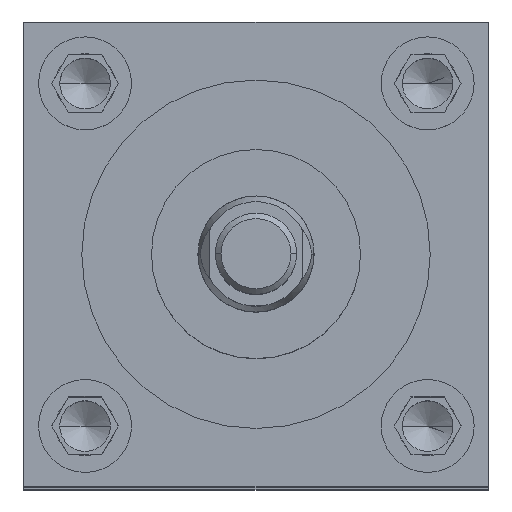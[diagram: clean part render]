
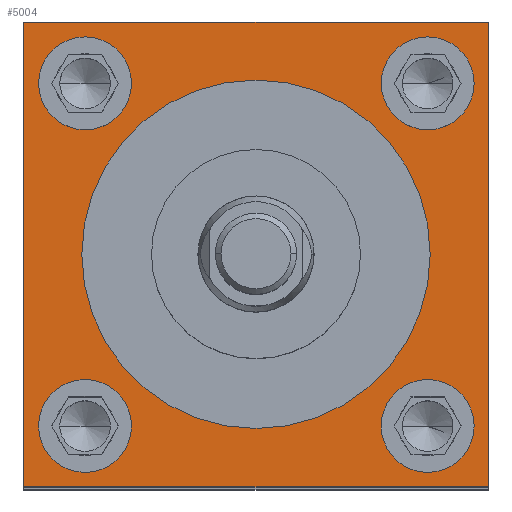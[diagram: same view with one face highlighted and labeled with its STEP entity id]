
A CAD part, top view. The second image highlights one B-rep face of the part: STEP entity #5004.
In plain terms, the highlighted planar face has unit normal (0, 0, 1).
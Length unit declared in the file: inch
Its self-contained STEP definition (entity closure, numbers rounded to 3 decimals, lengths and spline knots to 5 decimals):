
#46 = DIRECTION ( 'NONE',  ( 1., 0., 0. ) ) ;
#74 = VERTEX_POINT ( 'NONE', #1699 ) ;
#112 = ORIENTED_EDGE ( 'NONE', *, *, #4840, .F. ) ;
#143 = ORIENTED_EDGE ( 'NONE', *, *, #2017, .F. ) ;
#157 = AXIS2_PLACEMENT_3D ( 'NONE', #3908, #4919, #46 ) ;
#226 = VERTEX_POINT ( 'NONE', #756 ) ;
#231 = EDGE_CURVE ( 'NONE', #5900, #3110, #1986, .T. ) ;
#280 = CARTESIAN_POINT ( 'NONE',  ( 0.674, 0.92, 10.625 ) ) ;
#286 = CIRCLE ( 'NONE', #3780, 0.25 ) ;
#382 = VERTEX_POINT ( 'NONE', #6993 ) ;
#395 = EDGE_LOOP ( 'NONE', ( #5997, #5335 ) ) ;
#417 = CARTESIAN_POINT ( 'NONE',  ( 0.924, -0.924, 10.625 ) ) ;
#429 = PLANE ( 'NONE',  #5667 ) ;
#461 = CARTESIAN_POINT ( 'NONE',  ( 1.174, 0.92, 10.625 ) ) ;
#620 = LINE ( 'NONE', #4775, #3252 ) ;
#721 = AXIS2_PLACEMENT_3D ( 'NONE', #2057, #6400, #2134 ) ;
#753 = DIRECTION ( 'NONE',  ( 1., 0., 0. ) ) ;
#756 = CARTESIAN_POINT ( 'NONE',  ( 0.674, -0.924, 10.625 ) ) ;
#850 = VERTEX_POINT ( 'NONE', #461 ) ;
#871 = CARTESIAN_POINT ( 'NONE',  ( 1.25, 1.25, 10.625 ) ) ;
#1045 = CIRCLE ( 'NONE', #721, 0.25 ) ;
#1123 = VERTEX_POINT ( 'NONE', #280 ) ;
#1174 = ORIENTED_EDGE ( 'NONE', *, *, #3580, .F. ) ;
#1181 = DIRECTION ( 'NONE',  ( 0., -1., 0. ) ) ;
#1266 = LINE ( 'NONE', #3406, #4516 ) ;
#1362 = EDGE_CURVE ( 'NONE', #74, #2181, #4595, .T. ) ;
#1488 = EDGE_CURVE ( 'NONE', #382, #4199, #6349, .T. ) ;
#1512 = AXIS2_PLACEMENT_3D ( 'NONE', #2104, #4271, #2679 ) ;
#1631 = EDGE_CURVE ( 'NONE', #6012, #226, #4017, .T. ) ;
#1699 = CARTESIAN_POINT ( 'NONE',  ( -0.67, 0.92, 10.625 ) ) ;
#1780 = AXIS2_PLACEMENT_3D ( 'NONE', #2270, #3896, #753 ) ;
#1912 = DIRECTION ( 'NONE',  ( 0., 0., 1. ) ) ;
#1986 = CIRCLE ( 'NONE', #5970, 0.25 ) ;
#2017 = EDGE_CURVE ( 'NONE', #2181, #74, #5041, .T. ) ;
#2057 = CARTESIAN_POINT ( 'NONE',  ( 0.924, 0.92, 10.625 ) ) ;
#2076 = ORIENTED_EDGE ( 'NONE', *, *, #1362, .F. ) ;
#2104 = CARTESIAN_POINT ( 'NONE',  ( -0.92, 0.92, 10.625 ) ) ;
#2118 = CARTESIAN_POINT ( 'NONE',  ( -1.25, -1.25, 10.625 ) ) ;
#2123 = VERTEX_POINT ( 'NONE', #2946 ) ;
#2124 = FACE_OUTER_BOUND ( 'NONE', #5439, .T. ) ;
#2134 = DIRECTION ( 'NONE',  ( 1., 0., 0. ) ) ;
#2181 = VERTEX_POINT ( 'NONE', #6296 ) ;
#2184 = CARTESIAN_POINT ( 'NONE',  ( -0.92, -0.924, 10.625 ) ) ;
#2198 = ORIENTED_EDGE ( 'NONE', *, *, #3479, .F. ) ;
#2270 = CARTESIAN_POINT ( 'NONE',  ( 0.924, 0.92, 10.625 ) ) ;
#2287 = VERTEX_POINT ( 'NONE', #5872 ) ;
#2679 = DIRECTION ( 'NONE',  ( 1., 0., 0. ) ) ;
#2756 = AXIS2_PLACEMENT_3D ( 'NONE', #6769, #2898, #5581 ) ;
#2849 = CARTESIAN_POINT ( 'NONE',  ( 0., 0., 10.625 ) ) ;
#2870 = CIRCLE ( 'NONE', #2756, 0.9375 ) ;
#2881 = DIRECTION ( 'NONE',  ( -1., 0., 0. ) ) ;
#2898 = DIRECTION ( 'NONE',  ( 0., 0., 1. ) ) ;
#2946 = CARTESIAN_POINT ( 'NONE',  ( 0.9375, 0., 10.625 ) ) ;
#2971 = ORIENTED_EDGE ( 'NONE', *, *, #3933, .F. ) ;
#3006 = VECTOR ( 'NONE', #1181, 39.37008 ) ;
#3110 = VERTEX_POINT ( 'NONE', #3701 ) ;
#3133 = CARTESIAN_POINT ( 'NONE',  ( 1.174, -0.924, 10.625 ) ) ;
#3210 = CARTESIAN_POINT ( 'NONE',  ( -1.25, 1.25, 10.625 ) ) ;
#3252 = VECTOR ( 'NONE', #5026, 39.37008 ) ;
#3406 = CARTESIAN_POINT ( 'NONE',  ( -1.25, 1.25, 10.625 ) ) ;
#3479 = EDGE_CURVE ( 'NONE', #2123, #4966, #2870, .T. ) ;
#3489 = DIRECTION ( 'NONE',  ( 0., 0., 1. ) ) ;
#3552 = VERTEX_POINT ( 'NONE', #871 ) ;
#3580 = EDGE_CURVE ( 'NONE', #226, #6012, #286, .T. ) ;
#3592 = EDGE_LOOP ( 'NONE', ( #2076, #143 ) ) ;
#3613 = EDGE_LOOP ( 'NONE', ( #2198, #2971 ) ) ;
#3701 = CARTESIAN_POINT ( 'NONE',  ( -0.67, -0.924, 10.625 ) ) ;
#3732 = CARTESIAN_POINT ( 'NONE',  ( 1.25, -1.25, 10.625 ) ) ;
#3780 = AXIS2_PLACEMENT_3D ( 'NONE', #417, #4675, #4173 ) ;
#3896 = DIRECTION ( 'NONE',  ( 0., 0., 1. ) ) ;
#3908 = CARTESIAN_POINT ( 'NONE',  ( -0.92, 0.92, 10.625 ) ) ;
#3933 = EDGE_CURVE ( 'NONE', #4966, #2123, #4037, .T. ) ;
#3935 = ORIENTED_EDGE ( 'NONE', *, *, #6576, .F. ) ;
#4004 = ORIENTED_EDGE ( 'NONE', *, *, #4372, .T. ) ;
#4017 = CIRCLE ( 'NONE', #4602, 0.25 ) ;
#4037 = CIRCLE ( 'NONE', #4437, 0.9375 ) ;
#4040 = CIRCLE ( 'NONE', #5418, 0.25 ) ;
#4081 = DIRECTION ( 'NONE',  ( 1., 0., 0. ) ) ;
#4173 = DIRECTION ( 'NONE',  ( 1., 0., 0. ) ) ;
#4199 = VERTEX_POINT ( 'NONE', #3732 ) ;
#4271 = DIRECTION ( 'NONE',  ( 0., 0., 1. ) ) ;
#4283 = EDGE_CURVE ( 'NONE', #4199, #3552, #620, .T. ) ;
#4288 = DIRECTION ( 'NONE',  ( 1., 0., 0. ) ) ;
#4372 = EDGE_CURVE ( 'NONE', #3552, #2287, #1266, .T. ) ;
#4437 = AXIS2_PLACEMENT_3D ( 'NONE', #2849, #4538, #6657 ) ;
#4486 = VECTOR ( 'NONE', #4288, 39.37008 ) ;
#4516 = VECTOR ( 'NONE', #2881, 39.37008 ) ;
#4527 = ORIENTED_EDGE ( 'NONE', *, *, #1631, .F. ) ;
#4538 = DIRECTION ( 'NONE',  ( 0., 0., 1. ) ) ;
#4585 = EDGE_LOOP ( 'NONE', ( #3935, #112 ) ) ;
#4595 = CIRCLE ( 'NONE', #1512, 0.25 ) ;
#4602 = AXIS2_PLACEMENT_3D ( 'NONE', #6243, #3489, #5746 ) ;
#4675 = DIRECTION ( 'NONE',  ( 0., 0., 1. ) ) ;
#4761 = DIRECTION ( 'NONE',  ( 0., 0., -1. ) ) ;
#4775 = CARTESIAN_POINT ( 'NONE',  ( 1.25, -1.25, 10.625 ) ) ;
#4832 = FACE_BOUND ( 'NONE', #395, .T. ) ;
#4840 = EDGE_CURVE ( 'NONE', #1123, #850, #5097, .T. ) ;
#4919 = DIRECTION ( 'NONE',  ( 0., 0., 1. ) ) ;
#4966 = VERTEX_POINT ( 'NONE', #6285 ) ;
#5004 = ADVANCED_FACE ( 'NONE', ( #5329, #6353, #4832, #6945, #6989, #2124 ), #429, .F. ) ;
#5026 = DIRECTION ( 'NONE',  ( 0., 1., 0. ) ) ;
#5041 = CIRCLE ( 'NONE', #157, 0.25 ) ;
#5097 = CIRCLE ( 'NONE', #1780, 0.25 ) ;
#5200 = EDGE_CURVE ( 'NONE', #2287, #382, #6111, .T. ) ;
#5244 = CARTESIAN_POINT ( 'NONE',  ( -1.17, -0.924, 10.625 ) ) ;
#5329 = FACE_BOUND ( 'NONE', #6564, .T. ) ;
#5335 = ORIENTED_EDGE ( 'NONE', *, *, #231, .F. ) ;
#5363 = DIRECTION ( 'NONE',  ( -1., 0., 0. ) ) ;
#5418 = AXIS2_PLACEMENT_3D ( 'NONE', #2184, #6560, #6985 ) ;
#5439 = EDGE_LOOP ( 'NONE', ( #6119, #6793, #6682, #4004 ) ) ;
#5581 = DIRECTION ( 'NONE',  ( 1., 0., 0. ) ) ;
#5590 = EDGE_CURVE ( 'NONE', #3110, #5900, #4040, .T. ) ;
#5667 = AXIS2_PLACEMENT_3D ( 'NONE', #3210, #4761, #5363 ) ;
#5746 = DIRECTION ( 'NONE',  ( 1., 0., 0. ) ) ;
#5872 = CARTESIAN_POINT ( 'NONE',  ( -1.25, 1.25, 10.625 ) ) ;
#5900 = VERTEX_POINT ( 'NONE', #5244 ) ;
#5970 = AXIS2_PLACEMENT_3D ( 'NONE', #6192, #1912, #4081 ) ;
#5997 = ORIENTED_EDGE ( 'NONE', *, *, #5590, .F. ) ;
#6012 = VERTEX_POINT ( 'NONE', #3133 ) ;
#6111 = LINE ( 'NONE', #6595, #3006 ) ;
#6119 = ORIENTED_EDGE ( 'NONE', *, *, #5200, .T. ) ;
#6192 = CARTESIAN_POINT ( 'NONE',  ( -0.92, -0.924, 10.625 ) ) ;
#6243 = CARTESIAN_POINT ( 'NONE',  ( 0.924, -0.924, 10.625 ) ) ;
#6285 = CARTESIAN_POINT ( 'NONE',  ( -0.9375, 0., 10.625 ) ) ;
#6296 = CARTESIAN_POINT ( 'NONE',  ( -1.17, 0.92, 10.625 ) ) ;
#6349 = LINE ( 'NONE', #2118, #4486 ) ;
#6353 = FACE_BOUND ( 'NONE', #4585, .T. ) ;
#6400 = DIRECTION ( 'NONE',  ( 0., 0., 1. ) ) ;
#6560 = DIRECTION ( 'NONE',  ( 0., 0., 1. ) ) ;
#6564 = EDGE_LOOP ( 'NONE', ( #4527, #1174 ) ) ;
#6576 = EDGE_CURVE ( 'NONE', #850, #1123, #1045, .T. ) ;
#6595 = CARTESIAN_POINT ( 'NONE',  ( -1.25, -1.25, 10.625 ) ) ;
#6657 = DIRECTION ( 'NONE',  ( 1., 0., 0. ) ) ;
#6682 = ORIENTED_EDGE ( 'NONE', *, *, #4283, .T. ) ;
#6769 = CARTESIAN_POINT ( 'NONE',  ( 0., 0., 10.625 ) ) ;
#6793 = ORIENTED_EDGE ( 'NONE', *, *, #1488, .T. ) ;
#6945 = FACE_BOUND ( 'NONE', #3592, .T. ) ;
#6985 = DIRECTION ( 'NONE',  ( 1., 0., 0. ) ) ;
#6989 = FACE_BOUND ( 'NONE', #3613, .T. ) ;
#6993 = CARTESIAN_POINT ( 'NONE',  ( -1.25, -1.25, 10.625 ) ) ;
